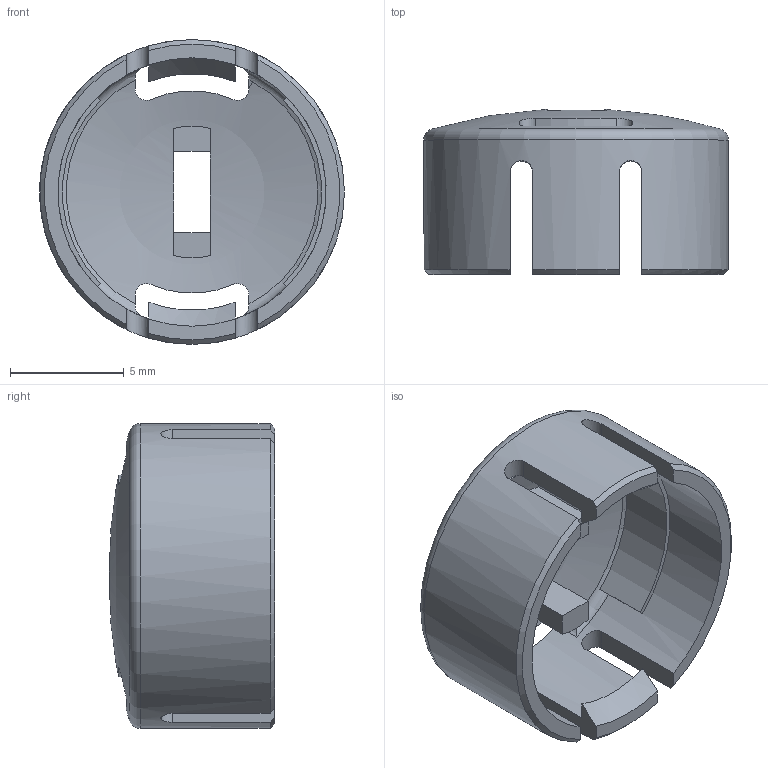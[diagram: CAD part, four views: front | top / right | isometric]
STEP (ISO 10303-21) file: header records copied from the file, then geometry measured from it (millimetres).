
FILE_DESCRIPTION(/* description */ ('STEP AP214'),/* implementation_level */ '2;1');
FILE_NAME(/* name */ '541010_VAMC-S6-CH',/* time_stamp */ '2024-09-16T07:21:28+02:00',/* author */ ('License CC BY-ND 4.0'),/* organization */ ('CADENAS'),/* preprocessor_version */ 'ST-DEVELOPER v19.3',/* originating_system */ 'PARTsolutions',/* authorisation */ ' ');
FILE_SCHEMA (('AUTOMOTIVE_DESIGN {1 0 10303 214 3 1 1}'));
Length unit declared in the file: millimetre
Products named in the file (1): 541010 VAMC-S6-CH
Bounding box: 13.4 x 7.26 x 13.4 mm (x, y, z)
Volume: 278 mm3; surface area: 772.4 mm2
Topology: 1 solids, 1 shells, 74 faces, 218 edges, 144 vertices
Faces by surface type: plane 40, cylinder 20, cone 8, sphere 3, torus 3
Full cylindrical faces by diameter (mm): 11.8 x1, 13.4 x1
Entity records: 2992 total; most frequent: CARTESIAN_POINT 564, ORIENTED_EDGE 412, DIRECTION 378, EDGE_CURVE 206, AXIS2_PLACEMENT_3D 140, VERTEX_POINT 138, LINE 98, VECTOR 98
